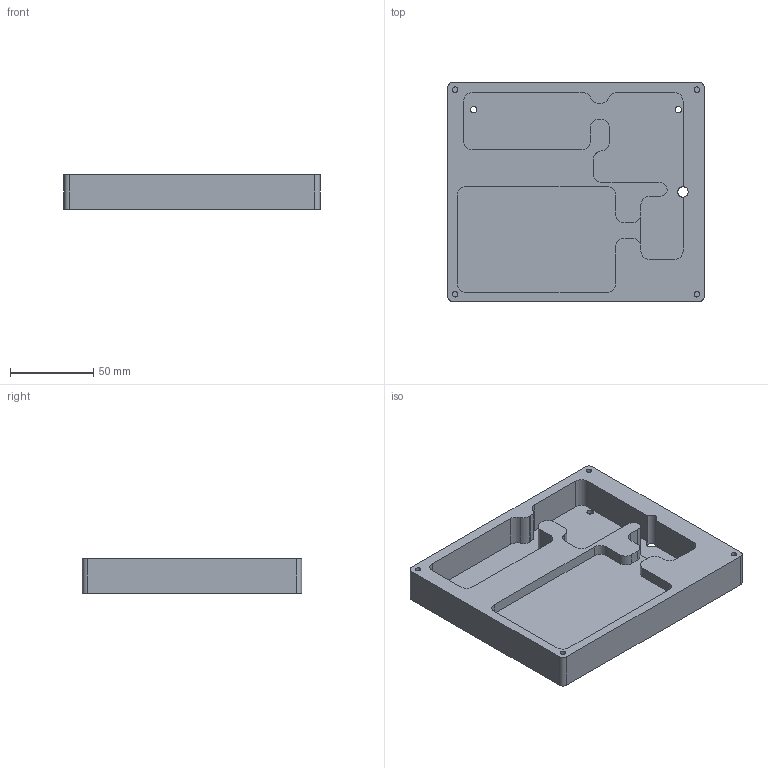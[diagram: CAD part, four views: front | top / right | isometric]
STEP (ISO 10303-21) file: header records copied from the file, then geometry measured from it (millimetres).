
FILE_DESCRIPTION(/* description */ (''),/* implementation_level */ '2;1');
FILE_NAME(/* name */ 'center_panel.stp',/* time_stamp */ '2014-04-28T11:14:18-05:00',/* author */ ('Charlie'),/* organization */ (''),/* preprocessor_version */ 'ST-DEVELOPER v15.6',/* originating_system */ 'Autodesk Inventor 2015',/* authorisation */ '');
FILE_SCHEMA (('AUTOMOTIVE_DESIGN { 1 0 10303 214 3 1 1 }'));
Length unit declared in the file: inch
Products named in the file (1): center_panel
Bounding box: 154.31 x 132.08 x 20.95 mm (x, y, z)
Volume: 265083.8 mm3; surface area: 65577.6 mm2
Topology: 1 solids, 1 shells, 83 faces, 253 edges, 220 vertices
Faces by surface type: cylinder 43, plane 40
Full cylindrical faces by diameter (mm): 3.302 x8, 3.81 x4, 6.35 x1
Entity records: 2787 total; most frequent: CARTESIAN_POINT 538, DIRECTION 492, ORIENTED_EDGE 398, EDGE_CURVE 199, AXIS2_PLACEMENT_3D 171, LINE 150, VECTOR 150, VERTEX_POINT 141
